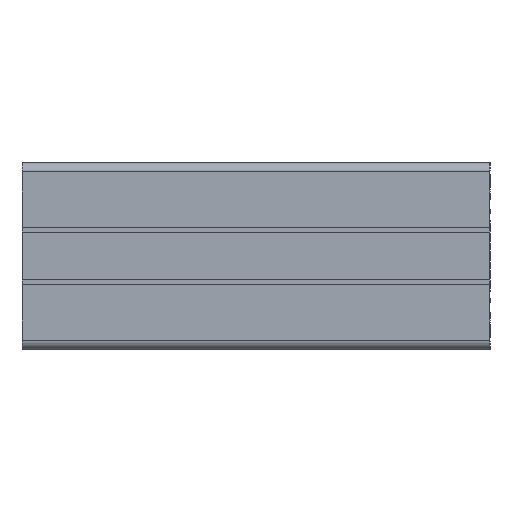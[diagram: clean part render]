
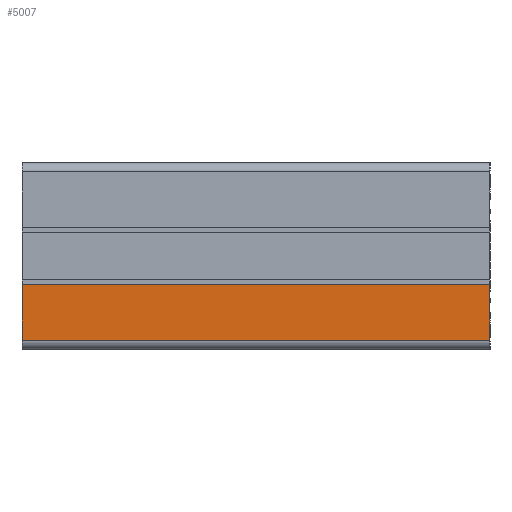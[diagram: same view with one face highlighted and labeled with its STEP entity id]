
A CAD part, left-side view. The second image highlights one B-rep face of the part: STEP entity #5007.
In plain terms, the highlighted planar face has unit normal (-1, 0, 0).
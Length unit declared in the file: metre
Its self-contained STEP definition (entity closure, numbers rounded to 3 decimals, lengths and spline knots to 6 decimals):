
#389=FACE_OUTER_BOUND('',#643,.T.);
#643=EDGE_LOOP('',(#3577,#3578,#3579,#3580));
#1021=LINE('',#7577,#1597);
#1022=LINE('',#7580,#1598);
#1023=LINE('',#7582,#1599);
#1024=LINE('',#7583,#1600);
#1597=VECTOR('',#6110,0.1);
#1598=VECTOR('',#6113,0.0119);
#1599=VECTOR('',#6114,0.0119);
#1600=VECTOR('',#6115,0.1);
#2153=VERTEX_POINT('',#7573);
#2154=VERTEX_POINT('',#7575);
#2155=VERTEX_POINT('',#7579);
#2156=VERTEX_POINT('',#7581);
#2739=EDGE_CURVE('',#2154,#2153,#1021,.T.);
#2740=EDGE_CURVE('',#2155,#2153,#1022,.T.);
#2741=EDGE_CURVE('',#2156,#2154,#1023,.T.);
#2742=EDGE_CURVE('',#2156,#2155,#1024,.T.);
#3577=ORIENTED_EDGE('',*,*,#2740,.T.);
#3578=ORIENTED_EDGE('',*,*,#2739,.F.);
#3579=ORIENTED_EDGE('',*,*,#2741,.F.);
#3580=ORIENTED_EDGE('',*,*,#2742,.T.);
#4812=PLANE('',#5346);
#5007=ADVANCED_FACE('',(#389),#4812,.F.);
#5346=AXIS2_PLACEMENT_3D('',#7578,#6111,#6112);
#6110=DIRECTION('',(0.,1.,0.));
#6111=DIRECTION('center_axis',(1.,0.,0.));
#6112=DIRECTION('ref_axis',(0.,0.,-1.));
#6113=DIRECTION('',(0.,0.,-1.));
#6114=DIRECTION('',(0.,0.,-1.));
#6115=DIRECTION('',(0.,1.,0.));
#7573=CARTESIAN_POINT('',(0.001652,0.025299,0.052));
#7575=CARTESIAN_POINT('',(0.001652,-0.074701,0.052));
#7577=CARTESIAN_POINT('',(0.001652,-0.074701,0.052));
#7578=CARTESIAN_POINT('Origin',(0.001652,-0.924701,
0.052));
#7579=CARTESIAN_POINT('',(0.001652,0.025299,0.0639));
#7580=CARTESIAN_POINT('',(0.001652,0.025299,0.0639));
#7581=CARTESIAN_POINT('',(0.001652,-0.074701,0.0639));
#7582=CARTESIAN_POINT('',(0.001652,-0.074701,0.0639));
#7583=CARTESIAN_POINT('',(0.001652,-0.074701,0.0639));
